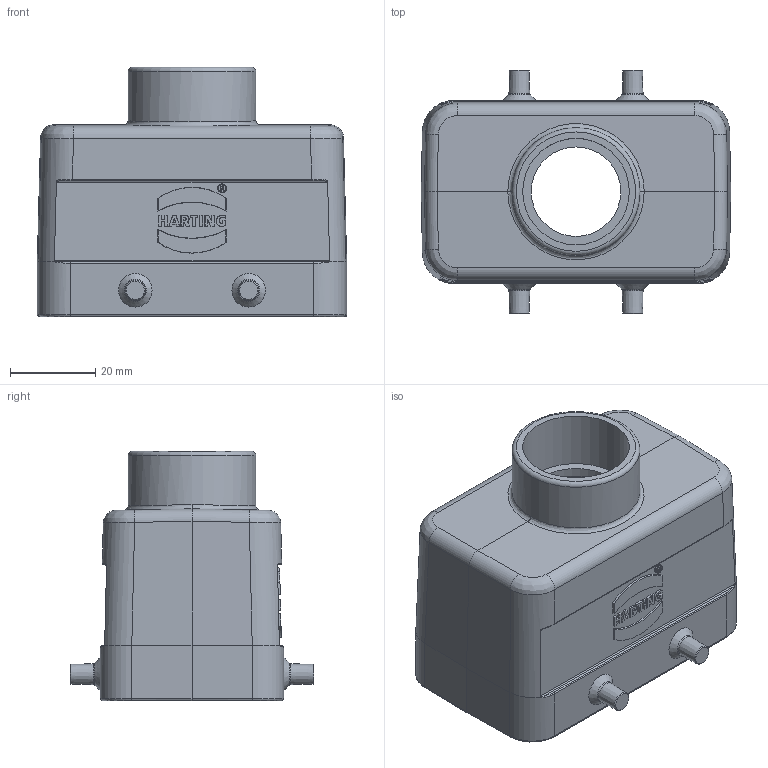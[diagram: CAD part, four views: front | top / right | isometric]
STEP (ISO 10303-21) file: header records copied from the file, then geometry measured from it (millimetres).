
FILE_DESCRIPTION(/* description */ (''),/* implementation_level */ '2;1');
FILE_NAME(/* name */ '100212082ugm000_c.stp',/* time_stamp */ '2017-10-25T12:34:09+02:00',/* author */ (''),/* organization */ (''),/* preprocessor_version */ 'ST-DEVELOPER v16',/* originating_system */ 'SIEMENS PLM Software NX 10.0',/* authorisation */ '');
FILE_SCHEMA (('AUTOMOTIVE_DESIGN { 1 0 10303 214 3 1 1 1 }'));
Length unit declared in the file: millimetre
Products named in the file (1): 100212082ugm000_c
Bounding box: 72.6 x 57.2 x 58.5 mm (x, y, z)
Volume: 44172.4 mm3; surface area: 25968.5 mm2
Topology: 1 solids, 1 shells, 295 faces, 740 edges, 478 vertices
Faces by surface type: plane 148, cylinder 73, bspline 50, cone 14, torus 10
Full cylindrical faces by diameter (mm): 3 x4, 21 x1, 25 x1, 30 x1
Entity records: 11320 total; most frequent: CARTESIAN_POINT 3879, ORIENTED_EDGE 1392, DIRECTION 1299, EDGE_CURVE 696, VERTEX_POINT 455, AXIS2_PLACEMENT_3D 451, LINE 397, VECTOR 397
